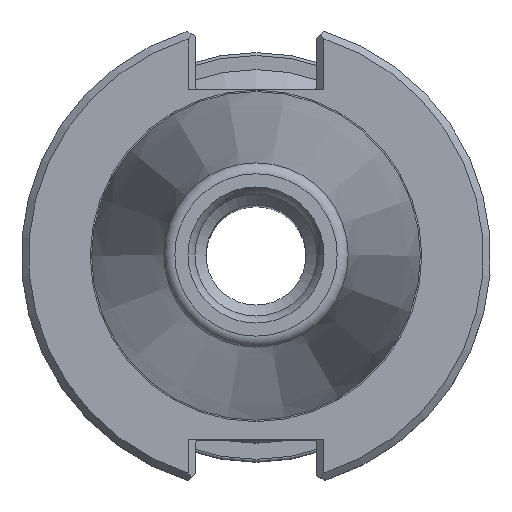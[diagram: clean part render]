
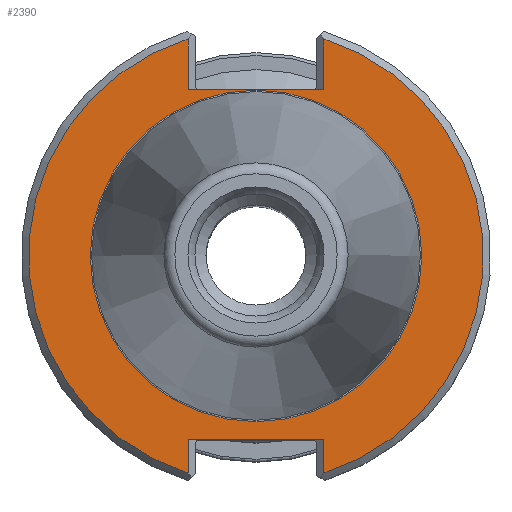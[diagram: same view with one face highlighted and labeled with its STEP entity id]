
A CAD part, top view. The second image highlights one B-rep face of the part: STEP entity #2390.
In plain terms, the highlighted planar face has unit normal (0, 0, 1).
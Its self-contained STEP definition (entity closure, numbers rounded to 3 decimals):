
#67=LINE('',#3545,#136);
#68=LINE('',#3547,#137);
#71=LINE('',#3552,#140);
#76=LINE('',#3560,#145);
#86=LINE('',#3589,#155);
#97=LINE('',#3626,#166);
#136=VECTOR('',#2920,1000.);
#137=VECTOR('',#2923,1000.);
#140=VECTOR('',#2928,1000.);
#145=VECTOR('',#2935,1000.);
#155=VECTOR('',#2951,1000.);
#166=VECTOR('',#2968,1000.);
#243=PLANE('',#2577);
#565=ORIENTED_EDGE('',*,*,#915,.F.);
#566=ORIENTED_EDGE('',*,*,#800,.T.);
#567=ORIENTED_EDGE('',*,*,#882,.T.);
#568=ORIENTED_EDGE('',*,*,#894,.F.);
#569=ORIENTED_EDGE('',*,*,#874,.T.);
#570=ORIENTED_EDGE('',*,*,#808,.T.);
#571=ORIENTED_EDGE('',*,*,#873,.T.);
#572=ORIENTED_EDGE('',*,*,#908,.F.);
#573=ORIENTED_EDGE('',*,*,#877,.T.);
#800=EDGE_CURVE('',#1012,#1017,#1173,.T.);
#808=EDGE_CURVE('',#1024,#1023,#1177,.T.);
#873=EDGE_CURVE('',#1023,#1077,#67,.T.);
#874=EDGE_CURVE('',#1078,#1024,#68,.T.);
#877=EDGE_CURVE('',#1079,#1012,#71,.T.);
#882=EDGE_CURVE('',#1017,#1080,#76,.T.);
#894=EDGE_CURVE('',#1078,#1080,#86,.T.);
#908=EDGE_CURVE('',#1079,#1077,#97,.T.);
#915=EDGE_CURVE('',#1103,#1103,#1197,.T.);
#1012=VERTEX_POINT('',#3269);
#1017=VERTEX_POINT('',#3278);
#1023=VERTEX_POINT('',#3295);
#1024=VERTEX_POINT('',#3297);
#1077=VERTEX_POINT('',#3544);
#1078=VERTEX_POINT('',#3548);
#1079=VERTEX_POINT('',#3553);
#1080=VERTEX_POINT('',#3559);
#1103=VERTEX_POINT('',#3653);
#1173=CIRCLE('',#2511,30.75);
#1177=CIRCLE('',#2518,30.75);
#1197=CIRCLE('',#2578,22.413);
#1314=EDGE_LOOP('',(#565));
#1315=EDGE_LOOP('',(#566,#567,#568,#569,#570,#571,#572,#573));
#1474=FACE_BOUND('',#1314,.T.);
#1475=FACE_BOUND('',#1315,.T.);
#2390=ADVANCED_FACE('',(#1474,#1475),#243,.T.);
#2511=AXIS2_PLACEMENT_3D('',#3279,#2795,#2796);
#2518=AXIS2_PLACEMENT_3D('',#3296,#2813,#2814);
#2577=AXIS2_PLACEMENT_3D('',#3651,#2981,#2982);
#2578=AXIS2_PLACEMENT_3D('',#3652,#2983,#2984);
#2795=DIRECTION('',(0.,0.,1.));
#2796=DIRECTION('',(1.,0.,0.));
#2813=DIRECTION('',(0.,0.,1.));
#2814=DIRECTION('',(1.,0.,0.));
#2920=DIRECTION('',(0.,-1.,0.));
#2923=DIRECTION('',(0.,-1.,0.));
#2928=DIRECTION('',(0.,1.,0.));
#2935=DIRECTION('',(0.,1.,0.));
#2951=DIRECTION('',(-1.,0.,0.));
#2968=DIRECTION('',(1.,0.,0.));
#2981=DIRECTION('',(0.,0.,1.));
#2982=DIRECTION('',(1.,0.,0.));
#2983=DIRECTION('',(0.,0.,1.));
#2984=DIRECTION('',(1.,0.,0.));
#3269=CARTESIAN_POINT('',(-9.19,29.345,-3.17));
#3278=CARTESIAN_POINT('',(-9.19,-29.345,-3.17));
#3279=CARTESIAN_POINT('',(0.,0.,-3.17));
#3295=CARTESIAN_POINT('',(9.19,29.345,-3.17));
#3296=CARTESIAN_POINT('',(0.,0.,-3.17));
#3297=CARTESIAN_POINT('',(9.19,-29.345,-3.17));
#3544=CARTESIAN_POINT('',(9.19,22.46,-3.17));
#3545=CARTESIAN_POINT('',(9.19,22.46,-3.17));
#3547=CARTESIAN_POINT('',(9.19,-30.831,-3.17));
#3548=CARTESIAN_POINT('',(9.19,-24.87,-3.17));
#3552=CARTESIAN_POINT('',(-9.19,30.831,-3.17));
#3553=CARTESIAN_POINT('',(-9.19,22.46,-3.17));
#3559=CARTESIAN_POINT('',(-9.19,-24.87,-3.17));
#3560=CARTESIAN_POINT('',(-9.19,-24.87,-3.17));
#3589=CARTESIAN_POINT('',(8.19,-24.87,-3.17));
#3626=CARTESIAN_POINT('',(-8.19,22.46,-3.17));
#3651=CARTESIAN_POINT('',(22.413,0.,-3.17));
#3652=CARTESIAN_POINT('',(0.,0.,-3.17));
#3653=CARTESIAN_POINT('',(22.413,0.,-3.17));
